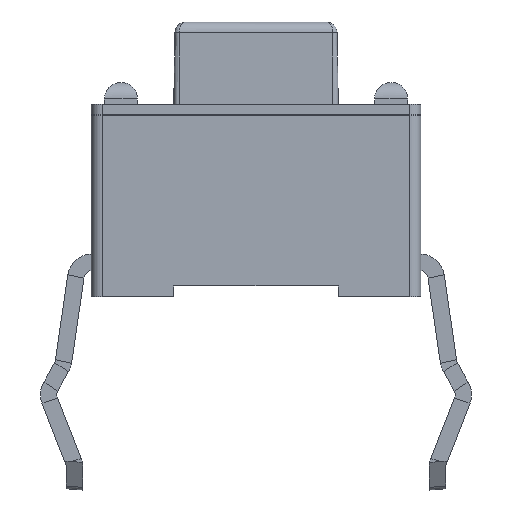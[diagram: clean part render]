
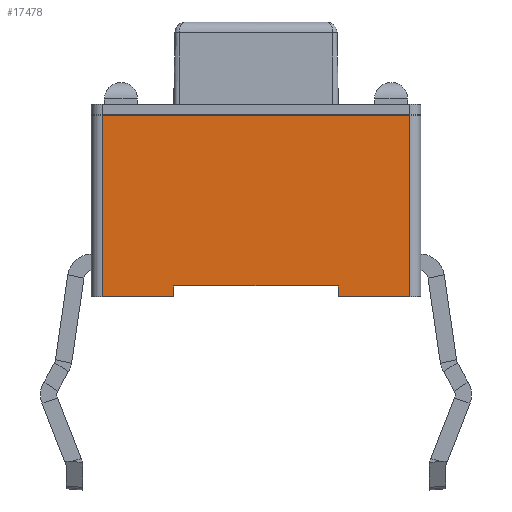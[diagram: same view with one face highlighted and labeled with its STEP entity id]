
A CAD part, front view. The second image highlights one B-rep face of the part: STEP entity #17478.
In plain terms, the highlighted planar face has unit normal (0, -1, 0).
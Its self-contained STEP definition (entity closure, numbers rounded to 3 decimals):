
#598 = DIRECTION ( 'NONE',  ( 1., 0., 0. ) ) ;
#1690 = LINE ( 'NONE', #6004, #14493 ) ;
#1888 = ORIENTED_EDGE ( 'NONE', *, *, #6831, .T. ) ;
#2072 = CARTESIAN_POINT ( 'NONE',  ( 1.5, -1.75, 0.2 ) ) ;
#2788 = CARTESIAN_POINT ( 'NONE',  ( 3., -1.75, 0.2 ) ) ;
#2865 = DIRECTION ( 'NONE',  ( 0., 0., -1. ) ) ;
#2951 = ORIENTED_EDGE ( 'NONE', *, *, #5293, .T. ) ;
#3067 = CARTESIAN_POINT ( 'NONE',  ( -1.5, -1.75, 0.2 ) ) ;
#3183 = CARTESIAN_POINT ( 'NONE',  ( -3., -1.75, 0. ) ) ;
#3472 = VECTOR ( 'NONE', #16325, 1000. ) ;
#3582 = VERTEX_POINT ( 'NONE', #12258 ) ;
#3845 = VERTEX_POINT ( 'NONE', #9924 ) ;
#3894 = CARTESIAN_POINT ( 'NONE',  ( -3., -1.75, 0.2 ) ) ;
#4056 = VECTOR ( 'NONE', #4550, 1000. ) ;
#4335 = FACE_OUTER_BOUND ( 'NONE', #17980, .T. ) ;
#4394 = VERTEX_POINT ( 'NONE', #14165 ) ;
#4550 = DIRECTION ( 'NONE',  ( 0., 0., -1. ) ) ;
#4720 = DIRECTION ( 'NONE',  ( 0., 0., 1. ) ) ;
#4803 = VERTEX_POINT ( 'NONE', #2072 ) ;
#4976 = EDGE_CURVE ( 'NONE', #6495, #11170, #20509, .T. ) ;
#5095 = VECTOR ( 'NONE', #16533, 1000. ) ;
#5288 = LINE ( 'NONE', #11747, #15988 ) ;
#5293 = EDGE_CURVE ( 'NONE', #6423, #3582, #1690, .T. ) ;
#5901 = EDGE_CURVE ( 'NONE', #11170, #3845, #18715, .T. ) ;
#6004 = CARTESIAN_POINT ( 'NONE',  ( 2.8, -1.75, 0.2 ) ) ;
#6031 = EDGE_CURVE ( 'NONE', #4394, #4803, #19618, .T. ) ;
#6093 = ORIENTED_EDGE ( 'NONE', *, *, #4976, .T. ) ;
#6423 = VERTEX_POINT ( 'NONE', #14378 ) ;
#6495 = VERTEX_POINT ( 'NONE', #7311 ) ;
#6831 = EDGE_CURVE ( 'NONE', #9797, #6423, #8750, .T. ) ;
#7311 = CARTESIAN_POINT ( 'NONE',  ( -2.8, -1.75, 3.3 ) ) ;
#8163 = CARTESIAN_POINT ( 'NONE',  ( -2.8, -1.75, 0.2 ) ) ;
#8238 = DIRECTION ( 'NONE',  ( 1., 0., 0. ) ) ;
#8495 = ORIENTED_EDGE ( 'NONE', *, *, #5901, .T. ) ;
#8635 = CARTESIAN_POINT ( 'NONE',  ( 3., -1.75, 0. ) ) ;
#8750 = LINE ( 'NONE', #8635, #5095 ) ;
#8974 = ORIENTED_EDGE ( 'NONE', *, *, #16118, .T. ) ;
#9077 = CARTESIAN_POINT ( 'NONE',  ( -2.8, -1.75, 0. ) ) ;
#9390 = VECTOR ( 'NONE', #2865, 1000. ) ;
#9403 = PLANE ( 'NONE',  #11983 ) ;
#9681 = LINE ( 'NONE', #3067, #9390 ) ;
#9720 = CARTESIAN_POINT ( 'NONE',  ( 1.5, -1.75, 0. ) ) ;
#9797 = VERTEX_POINT ( 'NONE', #9720 ) ;
#9924 = CARTESIAN_POINT ( 'NONE',  ( -1.5, -1.75, 0. ) ) ;
#10551 = VECTOR ( 'NONE', #598, 1000. ) ;
#11170 = VERTEX_POINT ( 'NONE', #9077 ) ;
#11551 = CARTESIAN_POINT ( 'NONE',  ( -3., -1.75, 3.3 ) ) ;
#11747 = CARTESIAN_POINT ( 'NONE',  ( 1.5, -1.75, 0.2 ) ) ;
#11983 = AXIS2_PLACEMENT_3D ( 'NONE', #2788, #15819, #12552 ) ;
#12258 = CARTESIAN_POINT ( 'NONE',  ( 2.8, -1.75, 3.3 ) ) ;
#12552 = DIRECTION ( 'NONE',  ( 0., 0., 1. ) ) ;
#13225 = ORIENTED_EDGE ( 'NONE', *, *, #6031, .T. ) ;
#14165 = CARTESIAN_POINT ( 'NONE',  ( -1.5, -1.75, 0.2 ) ) ;
#14312 = ORIENTED_EDGE ( 'NONE', *, *, #18907, .F. ) ;
#14378 = CARTESIAN_POINT ( 'NONE',  ( 2.8, -1.75, 0. ) ) ;
#14493 = VECTOR ( 'NONE', #4720, 1000. ) ;
#15557 = VECTOR ( 'NONE', #8238, 1000. ) ;
#15819 = DIRECTION ( 'NONE',  ( 0., 1., 0. ) ) ;
#15988 = VECTOR ( 'NONE', #16563, 1000. ) ;
#16118 = EDGE_CURVE ( 'NONE', #4803, #9797, #5288, .T. ) ;
#16325 = DIRECTION ( 'NONE',  ( 1., 0., 0. ) ) ;
#16533 = DIRECTION ( 'NONE',  ( 1., 0., 0. ) ) ;
#16563 = DIRECTION ( 'NONE',  ( 0., 0., -1. ) ) ;
#17478 = ADVANCED_FACE ( 'NONE', ( #4335 ), #9403, .F. ) ;
#17980 = EDGE_LOOP ( 'NONE', ( #1888, #2951, #14312, #6093, #8495, #18895, #13225, #8974 ) ) ;
#18129 = LINE ( 'NONE', #11551, #10551 ) ;
#18715 = LINE ( 'NONE', #3183, #15557 ) ;
#18895 = ORIENTED_EDGE ( 'NONE', *, *, #20502, .F. ) ;
#18907 = EDGE_CURVE ( 'NONE', #6495, #3582, #18129, .T. ) ;
#19618 = LINE ( 'NONE', #3894, #3472 ) ;
#20502 = EDGE_CURVE ( 'NONE', #4394, #3845, #9681, .T. ) ;
#20509 = LINE ( 'NONE', #8163, #4056 ) ;
